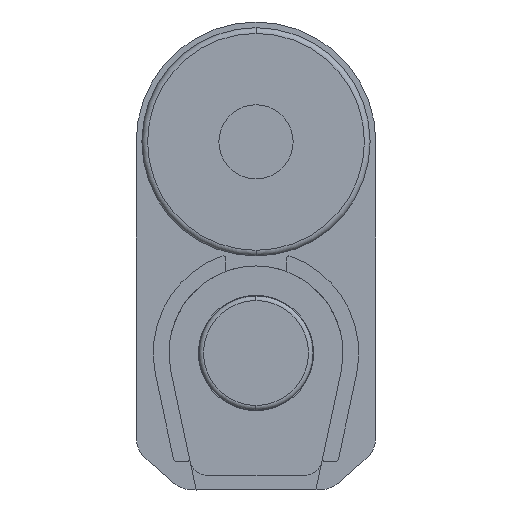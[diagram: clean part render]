
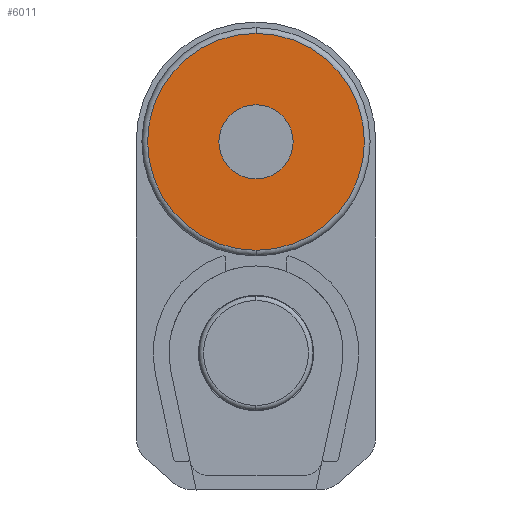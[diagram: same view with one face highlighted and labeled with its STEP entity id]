
A CAD part, front view. The second image highlights one B-rep face of the part: STEP entity #6011.
In plain terms, the highlighted planar face has unit normal (0, -1, 0).
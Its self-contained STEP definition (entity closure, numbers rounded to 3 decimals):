
#850 = ORIENTED_EDGE ( 'NONE', *, *, #21349, .F. ) ;
#1503 = DIRECTION ( 'NONE',  ( 0., -1., 0. ) ) ;
#1601 = FACE_OUTER_BOUND ( 'NONE', #12795, .T. ) ;
#1751 = EDGE_CURVE ( 'NONE', #13496, #6286, #12627, .T. ) ;
#2129 = ORIENTED_EDGE ( 'NONE', *, *, #6040, .T. ) ;
#2453 = DIRECTION ( 'NONE',  ( 0., 0., -1. ) ) ;
#2655 = DIRECTION ( 'NONE',  ( 0., -1., 0. ) ) ;
#4122 = AXIS2_PLACEMENT_3D ( 'NONE', #12785, #21701, #2453 ) ;
#5571 = DIRECTION ( 'NONE',  ( 0., 0., -1. ) ) ;
#6011 = ADVANCED_FACE ( 'NONE', ( #7076, #1601 ), #8100, .T. ) ;
#6040 = EDGE_CURVE ( 'NONE', #19135, #7988, #15586, .T. ) ;
#6169 = CARTESIAN_POINT ( 'NONE',  ( 0., -79., 20. ) ) ;
#6286 = VERTEX_POINT ( 'NONE', #20971 ) ;
#7076 = FACE_BOUND ( 'NONE', #15038, .T. ) ;
#7988 = VERTEX_POINT ( 'NONE', #15621 ) ;
#8100 = PLANE ( 'NONE',  #8675 ) ;
#8675 = AXIS2_PLACEMENT_3D ( 'NONE', #16522, #2655, #20127 ) ;
#9428 = DIRECTION ( 'NONE',  ( 0., -1., 0. ) ) ;
#9858 = DIRECTION ( 'NONE',  ( 0., -1., 0. ) ) ;
#10042 = CIRCLE ( 'NONE', #16663, 19. ) ;
#11494 = ORIENTED_EDGE ( 'NONE', *, *, #18039, .T. ) ;
#11824 = AXIS2_PLACEMENT_3D ( 'NONE', #16185, #9428, #5571 ) ;
#12194 = AXIS2_PLACEMENT_3D ( 'NONE', #6169, #9858, #16812 ) ;
#12627 = CIRCLE ( 'NONE', #11824, 6.5 ) ;
#12752 = ORIENTED_EDGE ( 'NONE', *, *, #1751, .F. ) ;
#12782 = CARTESIAN_POINT ( 'NONE',  ( 0., -79., 26.5 ) ) ;
#12785 = CARTESIAN_POINT ( 'NONE',  ( 0., -79., 20. ) ) ;
#12795 = EDGE_LOOP ( 'NONE', ( #11494, #2129 ) ) ;
#13496 = VERTEX_POINT ( 'NONE', #12782 ) ;
#15038 = EDGE_LOOP ( 'NONE', ( #12752, #850 ) ) ;
#15586 = CIRCLE ( 'NONE', #12194, 19. ) ;
#15621 = CARTESIAN_POINT ( 'NONE',  ( 0., -79., 1. ) ) ;
#16185 = CARTESIAN_POINT ( 'NONE',  ( 0., -79., 20. ) ) ;
#16522 = CARTESIAN_POINT ( 'NONE',  ( 0., -79., 0. ) ) ;
#16663 = AXIS2_PLACEMENT_3D ( 'NONE', #16954, #1503, #20736 ) ;
#16812 = DIRECTION ( 'NONE',  ( 0., 0., -1. ) ) ;
#16937 = CIRCLE ( 'NONE', #4122, 6.5 ) ;
#16954 = CARTESIAN_POINT ( 'NONE',  ( 0., -79., 20. ) ) ;
#18039 = EDGE_CURVE ( 'NONE', #7988, #19135, #10042, .T. ) ;
#18708 = CARTESIAN_POINT ( 'NONE',  ( 0., -79., 39. ) ) ;
#19135 = VERTEX_POINT ( 'NONE', #18708 ) ;
#20127 = DIRECTION ( 'NONE',  ( 0., 0., -1. ) ) ;
#20736 = DIRECTION ( 'NONE',  ( 0., 0., -1. ) ) ;
#20971 = CARTESIAN_POINT ( 'NONE',  ( 0., -79., 13.5 ) ) ;
#21349 = EDGE_CURVE ( 'NONE', #6286, #13496, #16937, .T. ) ;
#21701 = DIRECTION ( 'NONE',  ( 0., -1., 0. ) ) ;
